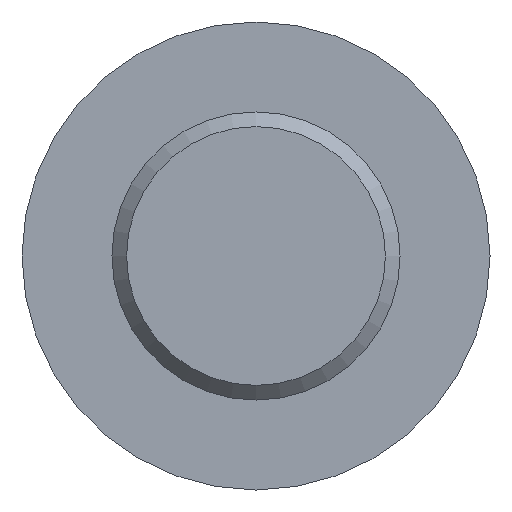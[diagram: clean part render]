
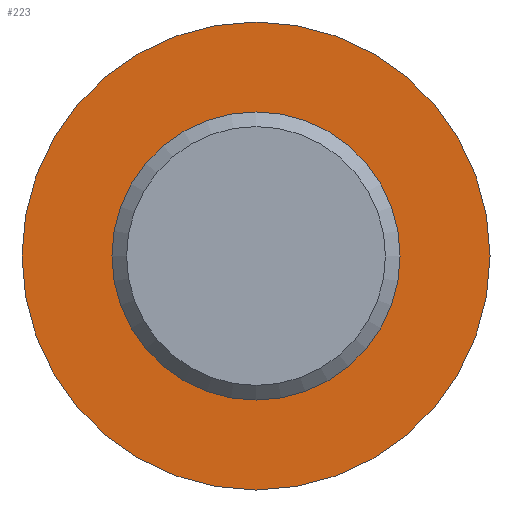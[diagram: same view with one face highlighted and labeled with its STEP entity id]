
A CAD part, front view. The second image highlights one B-rep face of the part: STEP entity #223.
In plain terms, the highlighted planar face has unit normal (0, -1, 0).
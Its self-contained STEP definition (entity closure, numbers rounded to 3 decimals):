
#16=FACE_BOUND('',#52,.T.);
#20=PLANE('',#259);
#36=FACE_OUTER_BOUND('',#51,.T.);
#51=EDGE_LOOP('',(#184));
#52=EDGE_LOOP('',(#185));
#104=CIRCLE('',#249,4.925);
#109=CIRCLE('',#257,8.);
#112=VERTEX_POINT('',#342);
#116=VERTEX_POINT('',#355);
#132=EDGE_CURVE('',#112,#112,#104,.T.);
#138=EDGE_CURVE('',#116,#116,#109,.T.);
#184=ORIENTED_EDGE('',*,*,#138,.F.);
#185=ORIENTED_EDGE('',*,*,#132,.F.);
#223=ADVANCED_FACE('',(#36,#16),#20,.F.);
#249=AXIS2_PLACEMENT_3D('',#343,#278,#279);
#257=AXIS2_PLACEMENT_3D('',#356,#295,#296);
#259=AXIS2_PLACEMENT_3D('',#371,#306,#307);
#278=DIRECTION('center_axis',(0.,-1.,0.));
#279=DIRECTION('ref_axis',(0.,0.,1.));
#295=DIRECTION('center_axis',(0.,1.,0.));
#296=DIRECTION('ref_axis',(0.,0.,1.));
#306=DIRECTION('center_axis',(0.,1.,0.));
#307=DIRECTION('ref_axis',(0.,0.,1.));
#342=CARTESIAN_POINT('',(0.,0.,-4.925));
#343=CARTESIAN_POINT('Origin',(0.,0.,0.));
#355=CARTESIAN_POINT('',(0.,0.,8.));
#356=CARTESIAN_POINT('Origin',(0.,0.,0.));
#371=CARTESIAN_POINT('Origin',(0.,0.,0.));
